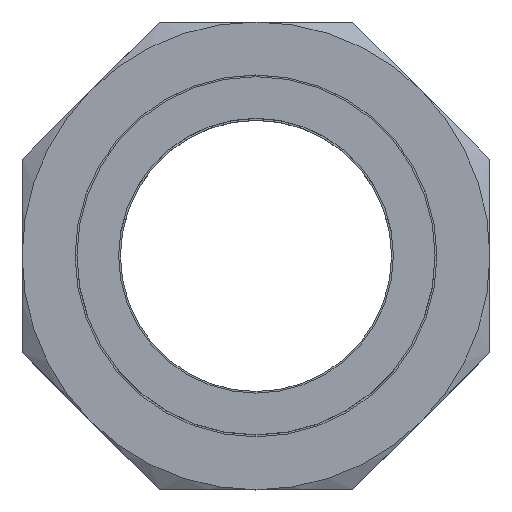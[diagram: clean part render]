
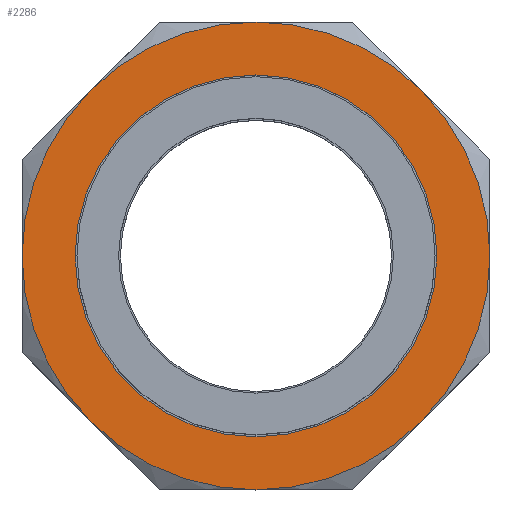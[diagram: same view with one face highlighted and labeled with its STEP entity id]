
A CAD part, top view. The second image highlights one B-rep face of the part: STEP entity #2286.
In plain terms, the highlighted planar face has unit normal (0, 0, 1).
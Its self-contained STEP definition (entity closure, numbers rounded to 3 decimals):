
#57 = EDGE_CURVE ( 'NONE', #115, #120, #280, .T. ) ;
#68 = VERTEX_POINT ( 'NONE', #258 ) ;
#85 = EDGE_CURVE ( 'NONE', #160, #105, #347, .T. ) ;
#87 = EDGE_CURVE ( 'NONE', #165, #160, #342, .T. ) ;
#92 = EDGE_CURVE ( 'NONE', #93, #140, #336, .T. ) ;
#93 = VERTEX_POINT ( 'NONE', #331 ) ;
#105 = VERTEX_POINT ( 'NONE', #348 ) ;
#108 = VERTEX_POINT ( 'NONE', #395 ) ;
#115 = VERTEX_POINT ( 'NONE', #430 ) ;
#120 = VERTEX_POINT ( 'NONE', #421 ) ;
#140 = VERTEX_POINT ( 'NONE', #437 ) ;
#141 = EDGE_CURVE ( 'NONE', #140, #165, #434, .T. ) ;
#152 = EDGE_CURVE ( 'NONE', #105, #108, #496, .T. ) ;
#154 = EDGE_CURVE ( 'NONE', #155, #93, #490, .T. ) ;
#155 = VERTEX_POINT ( 'NONE', #491 ) ;
#160 = VERTEX_POINT ( 'NONE', #529 ) ;
#165 = VERTEX_POINT ( 'NONE', #525 ) ;
#258 = CARTESIAN_POINT ( 'NONE',  ( -45.255, -45.255, 14.5 ) ) ;
#276 = DIRECTION ( 'NONE',  ( 1., 0., 0. ) ) ;
#277 = DIRECTION ( 'NONE',  ( 0., 0., 1. ) ) ;
#278 = CARTESIAN_POINT ( 'NONE',  ( 0., 0., 14.5 ) ) ;
#279 = AXIS2_PLACEMENT_3D ( 'NONE', #278, #277, #276 ) ;
#280 = CIRCLE ( 'NONE', #279, 49.5 ) ;
#331 = CARTESIAN_POINT ( 'NONE',  ( 45.255, -45.255, 14.5 ) ) ;
#332 = DIRECTION ( 'NONE',  ( 1., 0., 0. ) ) ;
#333 = DIRECTION ( 'NONE',  ( 0., 0., 1. ) ) ;
#334 = CARTESIAN_POINT ( 'NONE',  ( 0., 0., 14.5 ) ) ;
#335 = AXIS2_PLACEMENT_3D ( 'NONE', #334, #333, #332 ) ;
#336 = CIRCLE ( 'NONE', #335, 64. ) ;
#338 = DIRECTION ( 'NONE',  ( 1., 0., 0. ) ) ;
#339 = DIRECTION ( 'NONE',  ( 0., 0., 1. ) ) ;
#340 = CARTESIAN_POINT ( 'NONE',  ( 0., 0., 14.5 ) ) ;
#341 = AXIS2_PLACEMENT_3D ( 'NONE', #340, #339, #338 ) ;
#342 = CIRCLE ( 'NONE', #341, 64. ) ;
#343 = DIRECTION ( 'NONE',  ( 1., 0., 0. ) ) ;
#344 = DIRECTION ( 'NONE',  ( 0., 0., 1. ) ) ;
#345 = CARTESIAN_POINT ( 'NONE',  ( 0., 0., 14.5 ) ) ;
#346 = AXIS2_PLACEMENT_3D ( 'NONE', #345, #344, #343 ) ;
#347 = CIRCLE ( 'NONE', #346, 64. ) ;
#348 = CARTESIAN_POINT ( 'NONE',  ( -45.255, 45.255, 14.5 ) ) ;
#395 = CARTESIAN_POINT ( 'NONE',  ( -64., 0., 14.5 ) ) ;
#421 = CARTESIAN_POINT ( 'NONE',  ( 49.5, 0., 14.5 ) ) ;
#430 = CARTESIAN_POINT ( 'NONE',  ( -49.5, 0., 14.5 ) ) ;
#434 = CIRCLE ( 'NONE', #483, 64. ) ;
#437 = CARTESIAN_POINT ( 'NONE',  ( 64., 0., 14.5 ) ) ;
#480 = DIRECTION ( 'NONE',  ( 1., 0., 0. ) ) ;
#481 = DIRECTION ( 'NONE',  ( 0., 0., 1. ) ) ;
#482 = CARTESIAN_POINT ( 'NONE',  ( 0., 0., 14.5 ) ) ;
#483 = AXIS2_PLACEMENT_3D ( 'NONE', #482, #481, #480 ) ;
#489 = CARTESIAN_POINT ( 'NONE',  ( 0., 0., 14.5 ) ) ;
#490 = CIRCLE ( 'NONE', #544, 64. ) ;
#491 = CARTESIAN_POINT ( 'NONE',  ( 0., -64., 14.5 ) ) ;
#492 = DIRECTION ( 'NONE',  ( 1., 0., 0. ) ) ;
#493 = DIRECTION ( 'NONE',  ( 0., 0., 1. ) ) ;
#494 = CARTESIAN_POINT ( 'NONE',  ( 0., 0., 14.5 ) ) ;
#495 = AXIS2_PLACEMENT_3D ( 'NONE', #494, #493, #492 ) ;
#496 = CIRCLE ( 'NONE', #495, 64. ) ;
#525 = CARTESIAN_POINT ( 'NONE',  ( 45.255, 45.255, 14.5 ) ) ;
#529 = CARTESIAN_POINT ( 'NONE',  ( 0., 64., 14.5 ) ) ;
#542 = DIRECTION ( 'NONE',  ( 1., 0., 0. ) ) ;
#543 = DIRECTION ( 'NONE',  ( 0., 0., 1. ) ) ;
#544 = AXIS2_PLACEMENT_3D ( 'NONE', #489, #543, #542 ) ;
#1235 = DIRECTION ( 'NONE',  ( -1., 0., 0. ) ) ;
#1236 = DIRECTION ( 'NONE',  ( 0., 0., -1. ) ) ;
#1237 = AXIS2_PLACEMENT_3D ( 'NONE', #1238, #1236, #1235 ) ;
#1238 = CARTESIAN_POINT ( 'NONE',  ( 0., 64., 14.5 ) ) ;
#1239 = PLANE ( 'NONE',  #1237 ) ;
#1240 = FACE_OUTER_BOUND ( 'NONE', #2294, .T. ) ;
#1244 = FACE_BOUND ( 'NONE', #2282, .T. ) ;
#1278 = DIRECTION ( 'NONE',  ( 1., 0., 0. ) ) ;
#1279 = DIRECTION ( 'NONE',  ( 0., 0., 1. ) ) ;
#1280 = CARTESIAN_POINT ( 'NONE',  ( 0., 0., 14.5 ) ) ;
#1281 = AXIS2_PLACEMENT_3D ( 'NONE', #1280, #1279, #1278 ) ;
#1282 = CIRCLE ( 'NONE', #1281, 49.5 ) ;
#1390 = DIRECTION ( 'NONE',  ( 1., 0., 0. ) ) ;
#1391 = DIRECTION ( 'NONE',  ( 0., 0., 1. ) ) ;
#1392 = AXIS2_PLACEMENT_3D ( 'NONE', #1402, #1391, #1390 ) ;
#1393 = CIRCLE ( 'NONE', #1392, 64. ) ;
#1402 = CARTESIAN_POINT ( 'NONE',  ( 0., 0., 14.5 ) ) ;
#1470 = DIRECTION ( 'NONE',  ( 1., 0., 0. ) ) ;
#1471 = DIRECTION ( 'NONE',  ( 0., 0., 1. ) ) ;
#1472 = CARTESIAN_POINT ( 'NONE',  ( 0., 0., 14.5 ) ) ;
#1473 = AXIS2_PLACEMENT_3D ( 'NONE', #1472, #1471, #1470 ) ;
#1474 = CIRCLE ( 'NONE', #1473, 64. ) ;
#2282 = EDGE_LOOP ( 'NONE', ( #2293, #2292 ) ) ;
#2286 = ADVANCED_FACE ( 'NONE', ( #1244, #1240 ), #1239, .F. ) ;
#2291 = EDGE_CURVE ( 'NONE', #120, #115, #1282, .T. ) ;
#2292 = ORIENTED_EDGE ( 'NONE', *, *, #57, .F. ) ;
#2293 = ORIENTED_EDGE ( 'NONE', *, *, #2291, .F. ) ;
#2294 = EDGE_LOOP ( 'NONE', ( #2295, #2296, #2306, #2298, #2304, #2305, #2307, #2301 ) ) ;
#2295 = ORIENTED_EDGE ( 'NONE', *, *, #141, .T. ) ;
#2296 = ORIENTED_EDGE ( 'NONE', *, *, #87, .T. ) ;
#2298 = ORIENTED_EDGE ( 'NONE', *, *, #152, .T. ) ;
#2301 = ORIENTED_EDGE ( 'NONE', *, *, #92, .T. ) ;
#2304 = ORIENTED_EDGE ( 'NONE', *, *, #2373, .T. ) ;
#2305 = ORIENTED_EDGE ( 'NONE', *, *, #2419, .T. ) ;
#2306 = ORIENTED_EDGE ( 'NONE', *, *, #85, .T. ) ;
#2307 = ORIENTED_EDGE ( 'NONE', *, *, #154, .T. ) ;
#2373 = EDGE_CURVE ( 'NONE', #108, #68, #1393, .T. ) ;
#2419 = EDGE_CURVE ( 'NONE', #68, #155, #1474, .T. ) ;
